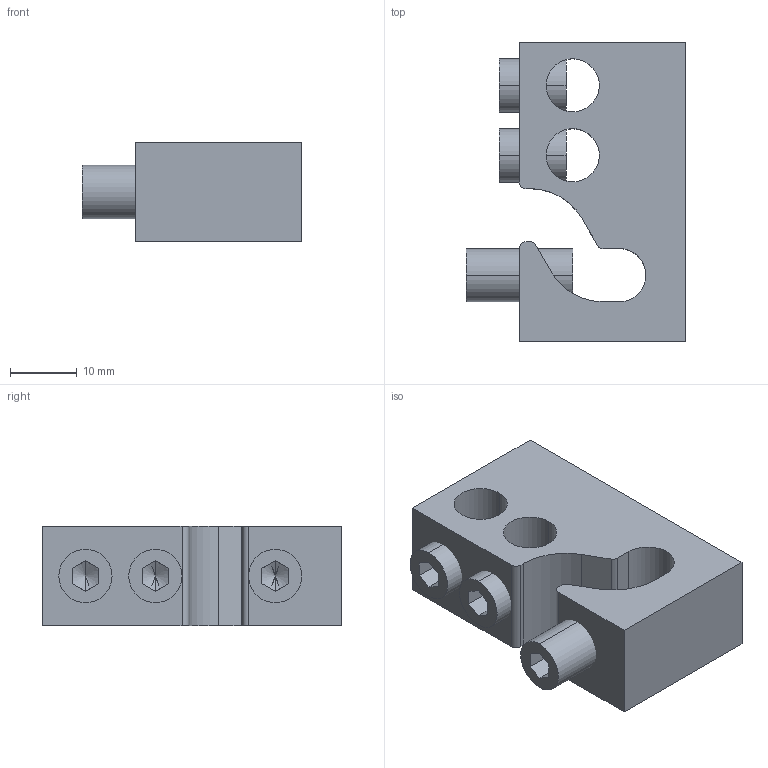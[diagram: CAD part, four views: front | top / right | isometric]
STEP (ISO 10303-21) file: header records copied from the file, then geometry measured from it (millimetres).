
FILE_DESCRIPTION (( 'STEP AP214' ), '1' );
FILE_NAME ('6049275.STEP', '2025-11-05T12:49:41', ( '' ), ( '' ), 'SwSTEP 2.0', 'SolidWorks 2024', '' );
FILE_SCHEMA (( 'AUTOMOTIVE_DESIGN' ));
Length unit declared in the file: millimetre
Products named in the file (4): 6049275; 022462_M8x16; 203511; 022462_M8x10 
Assembly tree (4 placements, depth 2):
  6049275
    203511
    022462_M8x16
    022462_M8x10   x2
Bounding box: 33 x 45 x 15 mm (x, y, z)
Volume: 13229.6 mm3; surface area: 7083.7 mm2
Topology: 4 solids, 4 shells, 74 faces, 193 edges, 119 vertices
Faces by surface type: plane 37, cylinder 27, cone 10
Entity records: 2255 total; most frequent: CARTESIAN_POINT 614, DIRECTION 319, ORIENTED_EDGE 314, EDGE_CURVE 157, AXIS2_PLACEMENT_3D 113, VERTEX_POINT 102, LINE 93, VECTOR 93
